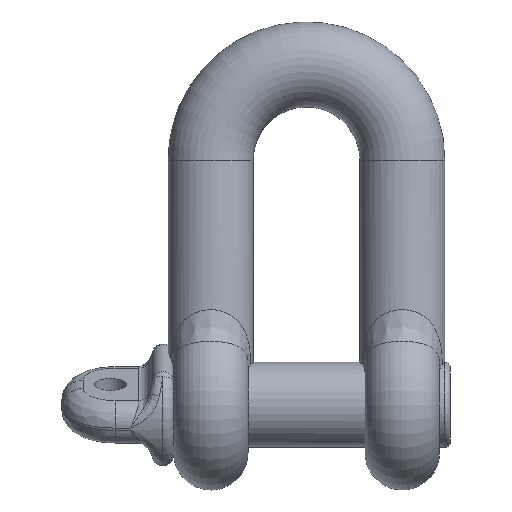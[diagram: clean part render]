
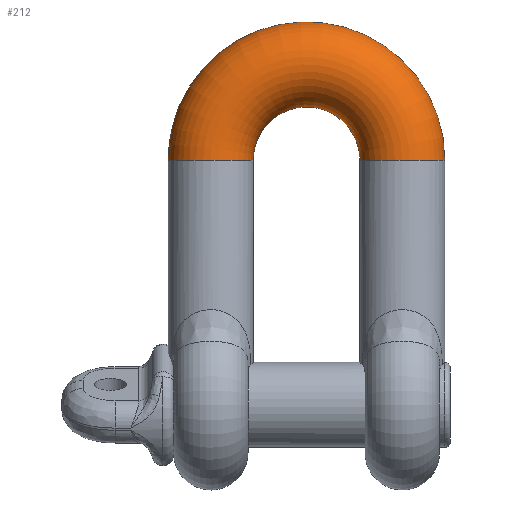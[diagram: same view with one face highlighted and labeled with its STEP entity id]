
A CAD part, top view. The second image highlights one B-rep face of the part: STEP entity #212.
In plain terms, the highlighted toroidal (fillet/blend) face has major radius 9 mm and minor radius 4 mm.
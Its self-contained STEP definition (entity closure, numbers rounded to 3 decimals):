
#77=FACE_BOUND('',#339,.T.);
#78=FACE_BOUND('',#340,.T.);
#88=TOROIDAL_SURFACE('',#1032,9.,4.);
#212=ADVANCED_FACE('',(#77,#78),#88,.T.);
#339=EDGE_LOOP('',(#567));
#340=EDGE_LOOP('',(#568));
#567=ORIENTED_EDGE('',*,*,#775,.T.);
#568=ORIENTED_EDGE('',*,*,#780,.F.);
#657=VERTEX_POINT('',#1999);
#662=VERTEX_POINT('',#2036);
#775=EDGE_CURVE('',#657,#657,#846,.T.);
#780=EDGE_CURVE('',#662,#662,#847,.T.);
#846=CIRCLE('',#1018,4.);
#847=CIRCLE('',#1022,4.);
#1018=AXIS2_PLACEMENT_3D('',#1998,#1247,#1248);
#1022=AXIS2_PLACEMENT_3D('',#2035,#1255,#1256);
#1032=AXIS2_PLACEMENT_3D('',#2318,#1275,#1276);
#1247=DIRECTION('',(0.,1.,0.));
#1248=DIRECTION('',(-1.,0.,0.));
#1255=DIRECTION('',(0.,-1.,0.));
#1256=DIRECTION('',(1.,0.,0.));
#1275=DIRECTION('',(0.,0.,1.));
#1276=DIRECTION('',(1.,0.,0.));
#1998=CARTESIAN_POINT('',(9.,23.,0.));
#1999=CARTESIAN_POINT('',(5.,23.,0.));
#2035=CARTESIAN_POINT('',(-9.,23.,0.));
#2036=CARTESIAN_POINT('',(-5.,23.,0.));
#2318=CARTESIAN_POINT('',(0.,23.,0.));
